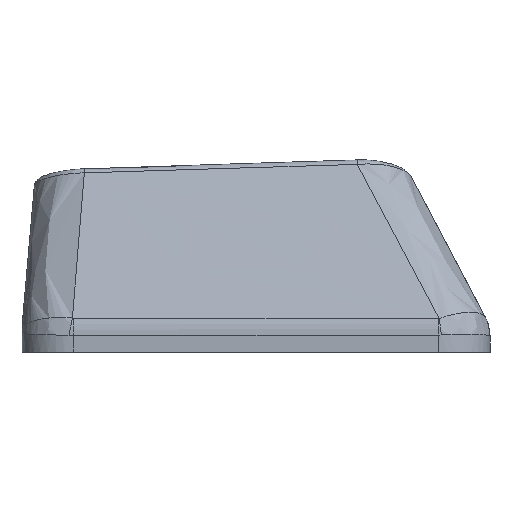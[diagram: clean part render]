
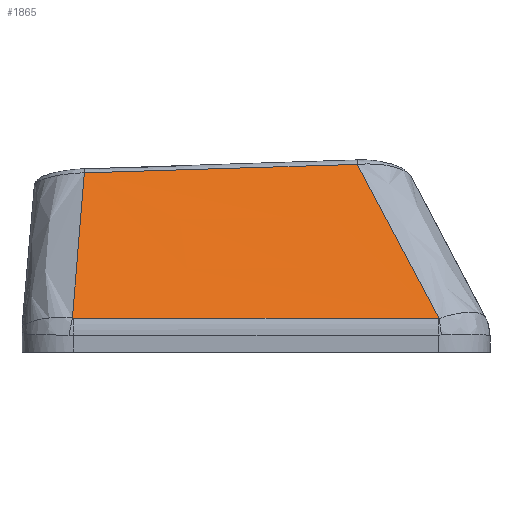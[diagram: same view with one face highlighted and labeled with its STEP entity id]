
A CAD part, left-side view. The second image highlights one B-rep face of the part: STEP entity #1865.
In plain terms, the highlighted free-form (B-spline) face has degree [3, 3] with [4, 4] control points.
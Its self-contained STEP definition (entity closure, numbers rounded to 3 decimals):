
#272=FACE_OUTER_BOUND('',#367,.T.);
#367=EDGE_LOOP('',(#1563,#1564,#1565,#1566,#1567,#1568));
#532=B_SPLINE_CURVE_WITH_KNOTS('',3,(#4046,#4047,#4048,#4049),
 .UNSPECIFIED.,.F.,.F.,(4,4),(0.,0.003),.UNSPECIFIED.);
#533=B_SPLINE_CURVE_WITH_KNOTS('',3,(#4067,#4068,#4069,#4070),
 .UNSPECIFIED.,.F.,.F.,(4,4),(-1.416,0.),.UNSPECIFIED.);
#536=B_SPLINE_CURVE_WITH_KNOTS('',3,(#4100,#4101,#4102,#4103),
 .UNSPECIFIED.,.F.,.F.,(4,4),(0.,0.004),
 .UNSPECIFIED.);
#547=B_SPLINE_CURVE_WITH_KNOTS('',3,(#4336,#4337,#4338,#4339),
 .UNSPECIFIED.,.F.,.F.,(4,4),(0.033,0.767),
 .UNSPECIFIED.);
#577=B_SPLINE_CURVE_WITH_KNOTS('',3,(#4892,#4893,#4894,#4895),
 .UNSPECIFIED.,.F.,.F.,(4,4),(0.,1.059),.UNSPECIFIED.);
#580=B_SPLINE_CURVE_WITH_KNOTS('',3,(#4968,#4969,#4970,#4971),
 .UNSPECIFIED.,.F.,.F.,(4,4),(-0.658,-0.025),
 .UNSPECIFIED.);
#744=VERTEX_POINT('',#4008);
#746=VERTEX_POINT('',#4039);
#748=VERTEX_POINT('',#4066);
#750=VERTEX_POINT('',#4093);
#766=VERTEX_POINT('',#4330);
#806=VERTEX_POINT('',#4890);
#988=EDGE_CURVE('',#744,#746,#532,.T.);
#989=EDGE_CURVE('',#746,#748,#533,.T.);
#994=EDGE_CURVE('',#748,#750,#536,.T.);
#1020=EDGE_CURVE('',#766,#744,#547,.T.);
#1083=EDGE_CURVE('',#806,#766,#577,.T.);
#1087=EDGE_CURVE('',#750,#806,#580,.T.);
#1563=ORIENTED_EDGE('',*,*,#988,.F.);
#1564=ORIENTED_EDGE('',*,*,#1020,.F.);
#1565=ORIENTED_EDGE('',*,*,#1083,.F.);
#1566=ORIENTED_EDGE('',*,*,#1087,.F.);
#1567=ORIENTED_EDGE('',*,*,#994,.F.);
#1568=ORIENTED_EDGE('',*,*,#989,.F.);
#1785=B_SPLINE_SURFACE_WITH_KNOTS('',3,3,((#4952,#4953,#4954,#4955),(#4956,
#4957,#4958,#4959),(#4960,#4961,#4962,#4963),(#4964,#4965,#4966,#4967)),
 .UNSPECIFIED.,.F.,.F.,.F.,(4,4),(4,4),(0.107,0.899),
(0.036,0.954),.UNSPECIFIED.);
#1865=ADVANCED_FACE('',(#272),#1785,.F.);
#4008=CARTESIAN_POINT('',(-8.935,-7.108,0.306));
#4039=CARTESIAN_POINT('',(-8.936,-7.08,0.305));
#4046=CARTESIAN_POINT('Ctrl Pts',(-8.935,-7.108,0.306));
#4047=CARTESIAN_POINT('Ctrl Pts',(-8.936,-7.099,0.305));
#4048=CARTESIAN_POINT('Ctrl Pts',(-8.936,-7.089,0.305));
#4049=CARTESIAN_POINT('Ctrl Pts',(-8.936,-7.08,0.305));
#4066=CARTESIAN_POINT('',(-8.92,7.081,0.319));
#4067=CARTESIAN_POINT('Ctrl Pts',(-8.936,-7.08,0.305));
#4068=CARTESIAN_POINT('Ctrl Pts',(-8.931,-2.359,0.309));
#4069=CARTESIAN_POINT('Ctrl Pts',(-8.926,2.361,0.314));
#4070=CARTESIAN_POINT('Ctrl Pts',(-8.92,7.081,0.319));
#4093=CARTESIAN_POINT('',(-8.918,7.125,0.322));
#4100=CARTESIAN_POINT('Ctrl Pts',(-8.92,7.081,0.319));
#4101=CARTESIAN_POINT('Ctrl Pts',(-8.92,7.096,0.319));
#4102=CARTESIAN_POINT('Ctrl Pts',(-8.919,7.111,0.32));
#4103=CARTESIAN_POINT('Ctrl Pts',(-8.918,7.125,0.322));
#4330=CARTESIAN_POINT('',(-6.097,-3.928,6.285));
#4336=CARTESIAN_POINT('Ctrl Pts',(-6.097,-3.928,6.285));
#4337=CARTESIAN_POINT('Ctrl Pts',(-7.045,-4.99,4.294));
#4338=CARTESIAN_POINT('Ctrl Pts',(-7.991,-6.05,2.3));
#4339=CARTESIAN_POINT('Ctrl Pts',(-8.935,-7.108,0.306));
#4890=CARTESIAN_POINT('',(-6.081,6.661,5.956));
#4892=CARTESIAN_POINT('Ctrl Pts',(-6.081,6.661,5.956));
#4893=CARTESIAN_POINT('Ctrl Pts',(-6.086,3.132,6.067));
#4894=CARTESIAN_POINT('Ctrl Pts',(-6.092,-0.398,
6.177));
#4895=CARTESIAN_POINT('Ctrl Pts',(-6.097,-3.928,6.285));
#4952=CARTESIAN_POINT('Ctrl Pts',(-6.081,7.031,5.944));
#4953=CARTESIAN_POINT('Ctrl Pts',(-7.033,7.062,4.058));
#4954=CARTESIAN_POINT('Ctrl Pts',(-7.984,7.094,2.172));
#4955=CARTESIAN_POINT('Ctrl Pts',(-8.936,7.125,0.286));
#4956=CARTESIAN_POINT('Ctrl Pts',(-6.081,3.26,6.073));
#4957=CARTESIAN_POINT('Ctrl Pts',(-7.033,2.967,4.146));
#4958=CARTESIAN_POINT('Ctrl Pts',(-7.984,2.674,2.219));
#4959=CARTESIAN_POINT('Ctrl Pts',(-8.936,2.381,0.292));
#4960=CARTESIAN_POINT('Ctrl Pts',(-6.081,-0.511,
6.203));
#4961=CARTESIAN_POINT('Ctrl Pts',(-7.033,-1.129,4.235));
#4962=CARTESIAN_POINT('Ctrl Pts',(-7.984,-1.747,2.266));
#4963=CARTESIAN_POINT('Ctrl Pts',(-8.936,-2.364,0.298));
#4964=CARTESIAN_POINT('Ctrl Pts',(-6.081,-4.282,6.332));
#4965=CARTESIAN_POINT('Ctrl Pts',(-7.033,-5.225,4.323));
#4966=CARTESIAN_POINT('Ctrl Pts',(-7.984,-6.167,2.314));
#4967=CARTESIAN_POINT('Ctrl Pts',(-8.936,-7.109,0.305));
#4968=CARTESIAN_POINT('Ctrl Pts',(-8.918,7.125,0.322));
#4969=CARTESIAN_POINT('Ctrl Pts',(-7.97,6.968,2.2));
#4970=CARTESIAN_POINT('Ctrl Pts',(-7.024,6.813,4.078));
#4971=CARTESIAN_POINT('Ctrl Pts',(-6.081,6.661,5.956));
